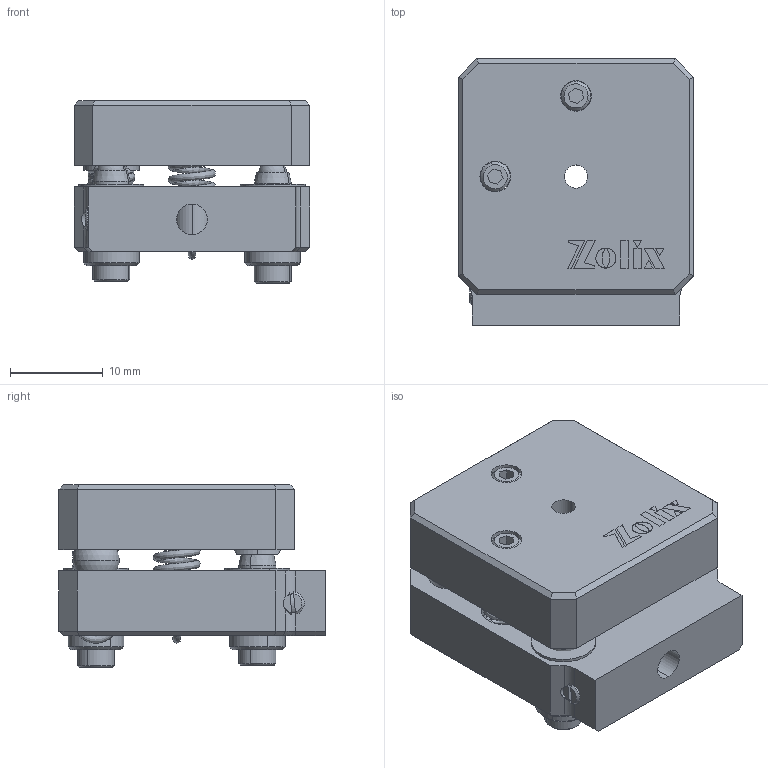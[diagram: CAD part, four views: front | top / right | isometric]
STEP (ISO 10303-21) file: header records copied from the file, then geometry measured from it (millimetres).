
FILE_DESCRIPTION (( 'STEP AP203' ), '1' );
FILE_NAME ('MM-T-2.STEP', '2022-07-18T07:49:36', ( '' ), ( '' ), 'SwSTEP 2.0', 'SolidWorks 2021', '' );
FILE_SCHEMA (( 'CONFIG_CONTROL_DESIGN' ));
Length unit declared in the file: millimetre
Products named in the file (1): MM-T-2
Bounding box: 25.4 x 28.7 x 19.7 mm (x, y, z)
Surface area: 6081.5 mm2 (no closed solid volume)
Topology: 0 solids, 27 shells, 252 faces, 922 edges, 683 vertices
Faces by surface type: plane 135, cylinder 69, cone 32, bspline 10, sphere 6
Entity records: 14141 total; most frequent: CARTESIAN_POINT 6493, DIRECTION 1534, ORIENTED_EDGE 1397, EDGE_CURVE 909, VERTEX_POINT 676, LINE 622, VECTOR 622, AXIS2_PLACEMENT_3D 456
